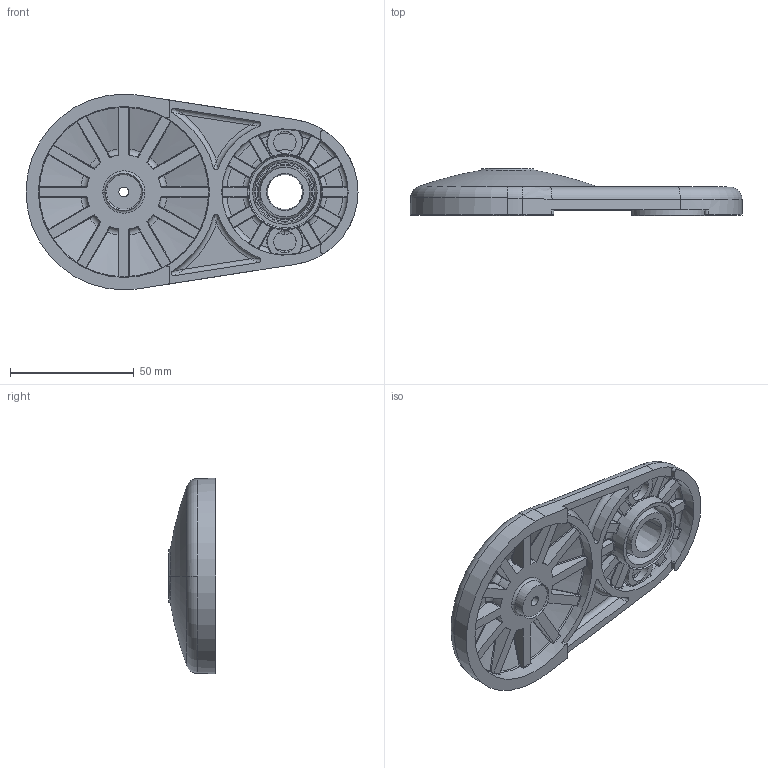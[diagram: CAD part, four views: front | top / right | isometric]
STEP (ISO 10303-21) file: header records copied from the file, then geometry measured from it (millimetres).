
FILE_DESCRIPTION (( 'STEP AP203' ), '1' );
FILE_NAME ('403538680_c_1.STEP', '2023-02-25T14:35:06', ( '' ), ( '' ), 'SwSTEP 2.0', 'SolidWorks 2014', '' );
FILE_SCHEMA (( 'CONFIG_CONTROL_DESIGN' ));
Length unit declared in the file: millimetre
Products named in the file (1): 403538680_c_1
Bounding box: 134 x 19 x 79 mm (x, y, z)
Volume: 59952.1 mm3; surface area: 29672.4 mm2
Topology: 2 solids, 2 shells, 588 faces, 1501 edges, 919 vertices
Faces by surface type: cylinder 208, bspline 128, torus 122, plane 95, cone 33, sphere 2
Entity records: 26536 total; most frequent: CARTESIAN_POINT 13635, ORIENTED_EDGE 2984, DIRECTION 2326, EDGE_CURVE 1492, AXIS2_PLACEMENT_3D 973, VERTEX_POINT 917, EDGE_LOOP 603, B_SPLINE_CURVE_WITH_KNOTS 600
